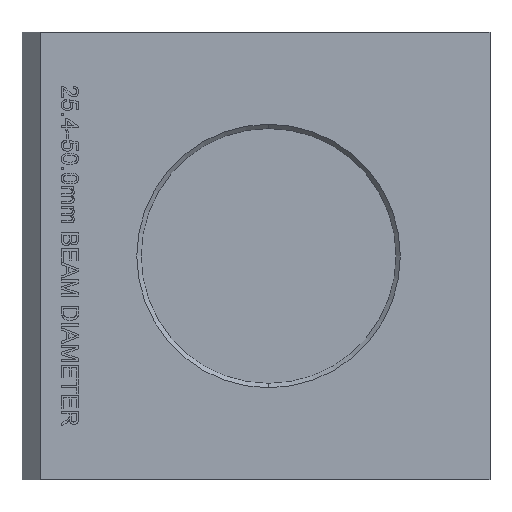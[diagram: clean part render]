
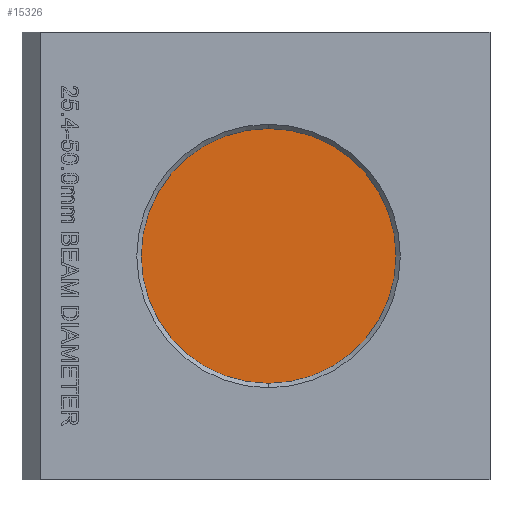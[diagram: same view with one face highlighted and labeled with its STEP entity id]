
A CAD part, left-side view. The second image highlights one B-rep face of the part: STEP entity #15326.
In plain terms, the highlighted planar face has unit normal (-1, 0, 0).
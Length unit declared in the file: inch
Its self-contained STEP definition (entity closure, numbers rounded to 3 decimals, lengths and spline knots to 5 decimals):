
#158 = DIRECTION ( 'NONE',  ( 0., -0.998, 0.067 ) ) ;
#1865 = PLANE ( 'NONE',  #2494 ) ;
#2261 = VERTEX_POINT ( 'NONE', #4290 ) ;
#2494 = AXIS2_PLACEMENT_3D ( 'NONE', #11862, #11652, #11762 ) ;
#2570 = CARTESIAN_POINT ( 'NONE',  ( 0.076, -0.1475, 0. ) ) ;
#3258 = CIRCLE ( 'NONE', #14343, 1.53543 ) ;
#3680 = ORIENTED_EDGE ( 'NONE', *, *, #8041, .T. ) ;
#4290 = CARTESIAN_POINT ( 'NONE',  ( 0.076, 1.38447, -0.10312 ) ) ;
#4385 = DIRECTION ( 'NONE',  ( 0., -0.998, 0.067 ) ) ;
#5974 = AXIS2_PLACEMENT_3D ( 'NONE', #2570, #6244, #158 ) ;
#6244 = DIRECTION ( 'NONE',  ( -1., 0., 0. ) ) ;
#6859 = DIRECTION ( 'NONE',  ( -1., 0., 0. ) ) ;
#8041 = EDGE_CURVE ( 'NONE', #2261, #9689, #14847, .T. ) ;
#9689 = VERTEX_POINT ( 'NONE', #15882 ) ;
#10517 = CARTESIAN_POINT ( 'NONE',  ( 0.076, -0.1475, 0. ) ) ;
#10703 = ORIENTED_EDGE ( 'NONE', *, *, #15645, .T. ) ;
#11652 = DIRECTION ( 'NONE',  ( 1., 0., 0. ) ) ;
#11762 = DIRECTION ( 'NONE',  ( 0., 0.998, -0.067 ) ) ;
#11862 = CARTESIAN_POINT ( 'NONE',  ( 0.076, -0.1475, 0. ) ) ;
#14343 = AXIS2_PLACEMENT_3D ( 'NONE', #10517, #6859, #4385 ) ;
#14847 = CIRCLE ( 'NONE', #5974, 1.53543 ) ;
#14990 = FACE_OUTER_BOUND ( 'NONE', #15248, .T. ) ;
#15248 = EDGE_LOOP ( 'NONE', ( #10703, #3680 ) ) ;
#15326 = ADVANCED_FACE ( 'NONE', ( #14990 ), #1865, .F. ) ;
#15645 = EDGE_CURVE ( 'NONE', #9689, #2261, #3258, .T. ) ;
#15882 = CARTESIAN_POINT ( 'NONE',  ( 0.076, -1.67947, 0.10312 ) ) ;
